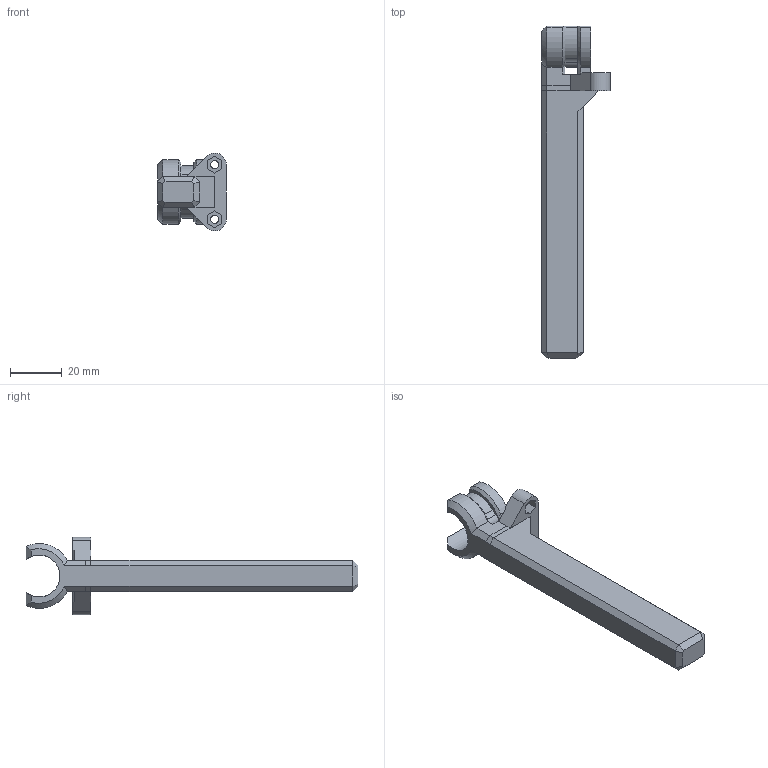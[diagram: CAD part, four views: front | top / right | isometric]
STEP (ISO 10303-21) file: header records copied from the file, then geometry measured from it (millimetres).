
FILE_DESCRIPTION(/* description */ (''),/* implementation_level */ '2;1');
FILE_NAME(/* name */ 'screw_in_leg.step',/* time_stamp */ '2021-11-03T15:12:58+01:00',/* author */ (''),/* organization */ (''),/* preprocessor_version */ 'ST-DEVELOPER v18.1',/* originating_system */ 'Autodesk Translation Framework v10.10.0.1391',/* authorisation */ '');
FILE_SCHEMA (('AUTOMOTIVE_DESIGN { 1 0 10303 214 3 1 1 }'));
Length unit declared in the file: millimetre
Products named in the file (2): screw_in_leg; screw_in_leg_1
Assembly tree (1 placements, depth 2):
  screw_in_leg
    screw_in_leg_1
Bounding box: 26.5 x 128 x 29.99 mm (x, y, z)
Volume: 25370.7 mm3; surface area: 9120.7 mm2
Topology: 1 solids, 1 shells, 102 faces, 275 edges, 175 vertices
Faces by surface type: plane 81, cylinder 15, cone 6
Full cylindrical faces by diameter (mm): 3.2 x2
Entity records: 3197 total; most frequent: CARTESIAN_POINT 594, ORIENTED_EDGE 550, DIRECTION 505, EDGE_CURVE 275, LINE 219, VECTOR 219, VERTEX_POINT 175, AXIS2_PLACEMENT_3D 143
